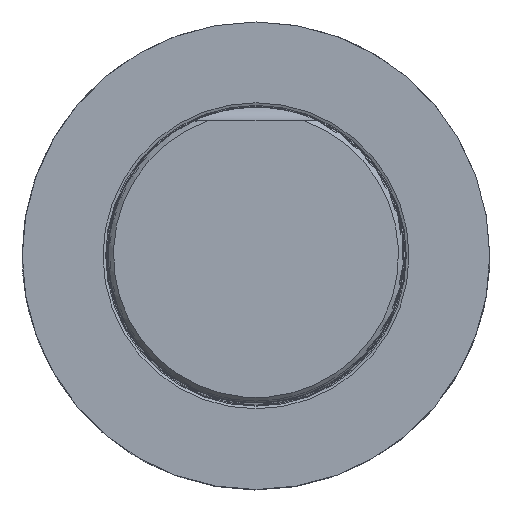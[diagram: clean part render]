
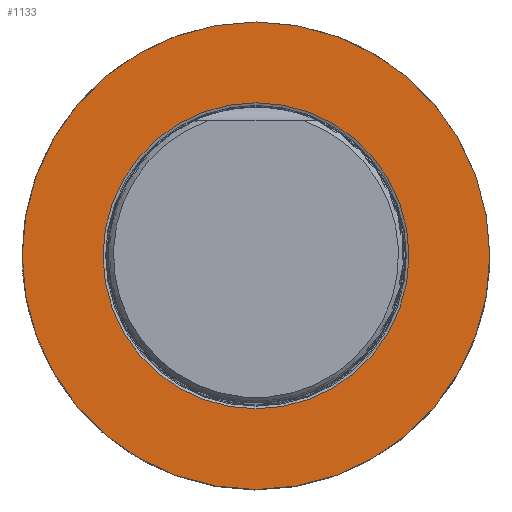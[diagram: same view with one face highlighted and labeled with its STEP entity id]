
A CAD part, top view. The second image highlights one B-rep face of the part: STEP entity #1133.
In plain terms, the highlighted face is planar.
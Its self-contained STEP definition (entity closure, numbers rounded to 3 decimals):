
#218=FACE_BOUND('',#2136,.T.);
#219=FACE_BOUND('',#2137,.T.);
#966=CIRCLE('',#7472,40.);
#967=CIRCLE('',#7476,26.175);
#1133=ADVANCED_FACE('TB_IB_SU_5',(#218,#219),#1548,.T.);
#1548=PLANE('',#7477);
#2136=EDGE_LOOP('',(#2791));
#2137=EDGE_LOOP('',(#2792));
#2791=ORIENTED_EDGE('',*,*,#5442,.T.);
#2792=ORIENTED_EDGE('',*,*,#5451,.T.);
#4748=VERTEX_POINT('',#14458);
#4755=VERTEX_POINT('',#14538);
#5442=EDGE_CURVE('',#4748,#4748,#966,.T.);
#5451=EDGE_CURVE('',#4755,#4755,#967,.T.);
#7472=AXIS2_PLACEMENT_3D('',#14457,#8315,#8316);
#7476=AXIS2_PLACEMENT_3D('',#14537,#8323,#8324);
#7477=AXIS2_PLACEMENT_3D('',#14539,#8325,#8326);
#8315=DIRECTION('',(0.,1.,0.));
#8316=DIRECTION('',(0.,0.,1.));
#8323=DIRECTION('',(0.,-1.,0.));
#8324=DIRECTION('',(0.,0.,1.));
#8325=DIRECTION('',(0.,1.,0.));
#8326=DIRECTION('',(0.,0.,1.));
#14457=CARTESIAN_POINT('',(0.,0.,0.));
#14458=CARTESIAN_POINT('',(0.,0.,40.));
#14537=CARTESIAN_POINT('',(0.,0.,0.));
#14538=CARTESIAN_POINT('',(0.,0.,26.175));
#14539=CARTESIAN_POINT('',(0.,0.,0.));
